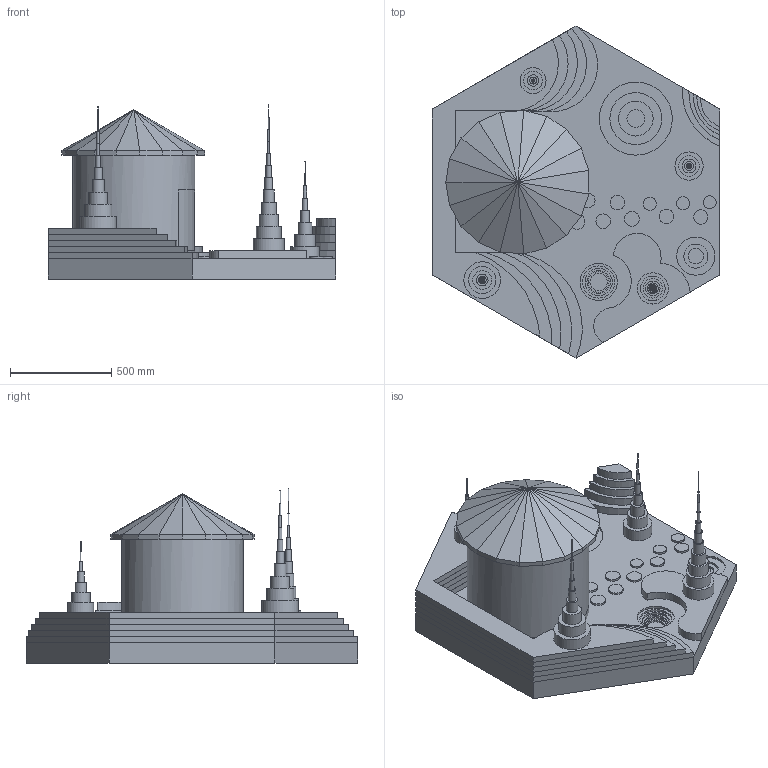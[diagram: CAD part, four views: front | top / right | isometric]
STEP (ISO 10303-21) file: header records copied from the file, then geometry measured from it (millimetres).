
FILE_DESCRIPTION(('STEP AP203'), '1');
FILE_NAME('', '2024-10-31T13:27:05', ('Default author'), ('Default organization'), 'C3D Converter', 'C3D Toolkit', 'Default authization');
FILE_SCHEMA(('CONFIG_CONTROL_DESIGN'));
Length unit declared in the file: millimetre
Products named in the file (69): 1c1e1705-6767-424b-b47f-3642c0c31869; d5d16acb-e9b4-4476-896a-c7fab09e9a72; f5bd8bd8-39c1-47f8-8499-f673c580dfbe; fe9b4082-b4b4-4e54-9aa6-f3ad24a63668; 4329112a-6b65-48d9-9da8-abf1f8f36327; 1cfba99c-01e7-4078-ae1a-3e2ff0673599; d8236166-ae17-42d8-9d51-03300b1097a5; bac4470f-d560-4f57-a49e-faa5f6e5a279
Assembly tree (68 placements, depth 4):
  1c1e1705-6767-424b-b47f-3642c0c31869
    d5d16acb-e9b4-4476-896a-c7fab09e9a72
      f5bd8bd8-39c1-47f8-8499-f673c580dfbe
        fe9b4082-b4b4-4e54-9aa6-f3ad24a63668
        fe9b4082-b4b4-4e54-9aa6-f3ad24a63668
        fe9b4082-b4b4-4e54-9aa6-f3ad24a63668
        fe9b4082-b4b4-4e54-9aa6-f3ad24a63668
        fe9b4082-b4b4-4e54-9aa6-f3ad24a63668
        fe9b4082-b4b4-4e54-9aa6-f3ad24a63668
        fe9b4082-b4b4-4e54-9aa6-f3ad24a63668
        fe9b4082-b4b4-4e54-9aa6-f3ad24a63668
        fe9b4082-b4b4-4e54-9aa6-f3ad24a63668
        fe9b4082-b4b4-4e54-9aa6-f3ad24a63668
        fe9b4082-b4b4-4e54-9aa6-f3ad24a63668
        fe9b4082-b4b4-4e54-9aa6-f3ad24a63668
        fe9b4082-b4b4-4e54-9aa6-f3ad24a63668
        fe9b4082-b4b4-4e54-9aa6-f3ad24a63668
        fe9b4082-b4b4-4e54-9aa6-f3ad24a63668
        fe9b4082-b4b4-4e54-9aa6-f3ad24a63668
        fe9b4082-b4b4-4e54-9aa6-f3ad24a63668
        fe9b4082-b4b4-4e54-9aa6-f3ad24a63668
        fe9b4082-b4b4-4e54-9aa6-f3ad24a63668
        fe9b4082-b4b4-4e54-9aa6-f3ad24a63668
        fe9b4082-b4b4-4e54-9aa6-f3ad24a63668
        fe9b4082-b4b4-4e54-9aa6-f3ad24a63668
        fe9b4082-b4b4-4e54-9aa6-f3ad24a63668
        fe9b4082-b4b4-4e54-9aa6-f3ad24a63668
        fe9b4082-b4b4-4e54-9aa6-f3ad24a63668
        fe9b4082-b4b4-4e54-9aa6-f3ad24a63668
        fe9b4082-b4b4-4e54-9aa6-f3ad24a63668
        fe9b4082-b4b4-4e54-9aa6-f3ad24a63668
        fe9b4082-b4b4-4e54-9aa6-f3ad24a63668
        fe9b4082-b4b4-4e54-9aa6-f3ad24a63668
        fe9b4082-b4b4-4e54-9aa6-f3ad24a63668
        fe9b4082-b4b4-4e54-9aa6-f3ad24a63668
        fe9b4082-b4b4-4e54-9aa6-f3ad24a63668
        fe9b4082-b4b4-4e54-9aa6-f3ad24a63668
        fe9b4082-b4b4-4e54-9aa6-f3ad24a63668
        fe9b4082-b4b4-4e54-9aa6-f3ad24a63668
        fe9b4082-b4b4-4e54-9aa6-f3ad24a63668
        fe9b4082-b4b4-4e54-9aa6-f3ad24a63668
        fe9b4082-b4b4-4e54-9aa6-f3ad24a63668
        fe9b4082-b4b4-4e54-9aa6-f3ad24a63668
        fe9b4082-b4b4-4e54-9aa6-f3ad24a63668
        fe9b4082-b4b4-4e54-9aa6-f3ad24a63668
        fe9b4082-b4b4-4e54-9aa6-f3ad24a63668
        fe9b4082-b4b4-4e54-9aa6-f3ad24a63668
        fe9b4082-b4b4-4e54-9aa6-f3ad24a63668
        fe9b4082-b4b4-4e54-9aa6-f3ad24a63668
        fe9b4082-b4b4-4e54-9aa6-f3ad24a63668
        fe9b4082-b4b4-4e54-9aa6-f3ad24a63668
        fe9b4082-b4b4-4e54-9aa6-f3ad24a63668
        fe9b4082-b4b4-4e54-9aa6-f3ad24a63668
        fe9b4082-b4b4-4e54-9aa6-f3ad24a63668
        fe9b4082-b4b4-4e54-9aa6-f3ad24a63668
        fe9b4082-b4b4-4e54-9aa6-f3ad24a63668
        fe9b4082-b4b4-4e54-9aa6-f3ad24a63668
        fe9b4082-b4b4-4e54-9aa6-f3ad24a63668
        fe9b4082-b4b4-4e54-9aa6-f3ad24a63668
        fe9b4082-b4b4-4e54-9aa6-f3ad24a63668
Bounding box: 1420.28 x 1640 x 860 mm (x, y, z)
Volume: 311653140.5 mm3; surface area: 13450920 mm2
Topology: 63 solids, 63 shells, 330 faces, 506 edges, 314 vertices
Faces by surface type: plane 246, cylinder 84
Full cylindrical faces by diameter (mm): 1.765 x1, 2.972 x1, 3.581 x1, 3.921 x1, 4.235 x1, 6.371 x1, 7.465 x1, 7.639 x1, 8.652 x1, 11.873 x1, 12.137 x1, 15.14 x1, 15.648 x1, 17.548 x1, 18.697 x1, 25.829 x1, 25.888 x1, 27.757 x1, 33.744 x1, 38.061 x1, 39.265 x1, 43.875 x1, 52.983 x1, 56.414 x1, 57.387 x1, 64.168 x1, 64.231 x1, 64.412 x1, 68.532 x1, 69.88 x1
Entity records: 10882 total; most frequent: DIRECTION 1413, CARTESIAN_POINT 1156, ORIENTED_EDGE 886, AXIS2_PLACEMENT_3D 571, EDGE_CURVE 443, EDGE_LOOP 407, ADVANCED_FACE 330, VERTEX_POINT 314
